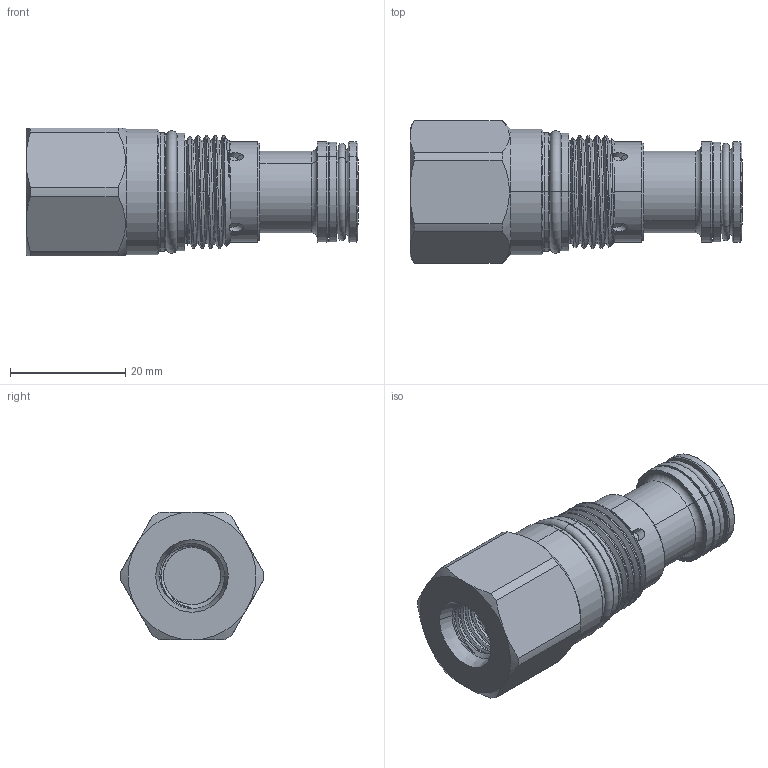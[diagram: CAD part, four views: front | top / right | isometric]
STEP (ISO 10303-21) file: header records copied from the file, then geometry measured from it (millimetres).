
FILE_DESCRIPTION (( 'STEP AP203' ), '1' );
FILE_NAME ('LS13A20-S04.STEP', '2016-06-06T06:39:05', ( '' ), ( '' ), 'SwSTEP 2.0', 'SolidWorks 2012', '' );
FILE_SCHEMA (( 'CONFIG_CONTROL_DESIGN' ));
Length unit declared in the file: millimetre
Products named in the file (1): LS13A20-S04
Bounding box: 57.7 x 24.79 x 22.22 mm (x, y, z)
Volume: 16259 mm3; surface area: 6440.6 mm2
Topology: 1 solids, 1 shells, 165 faces, 387 edges, 239 vertices
Faces by surface type: cylinder 77, cone 35, plane 23, torus 18, bspline 12
Entity records: 7737 total; most frequent: CARTESIAN_POINT 4101, ORIENTED_EDGE 774, DIRECTION 725, EDGE_CURVE 387, AXIS2_PLACEMENT_3D 308, VERTEX_POINT 239, EDGE_LOOP 180, FACE_OUTER_BOUND 165
